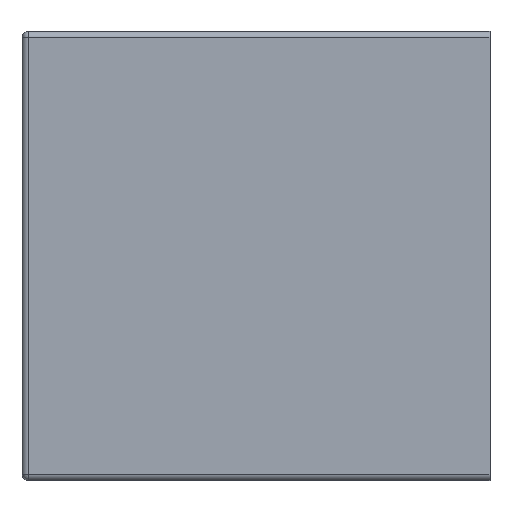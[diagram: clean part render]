
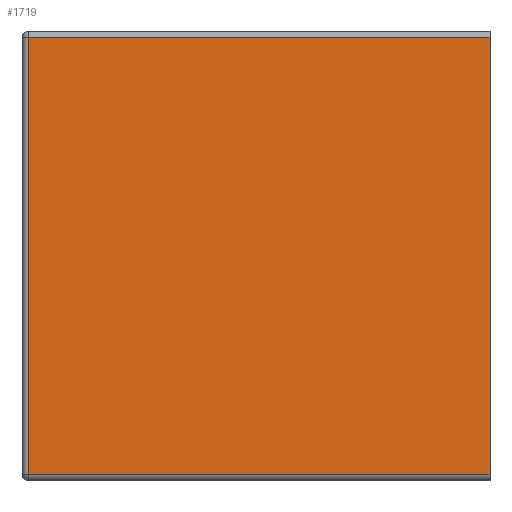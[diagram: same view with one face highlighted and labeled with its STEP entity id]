
A CAD part, front view. The second image highlights one B-rep face of the part: STEP entity #1719.
In plain terms, the highlighted planar face has unit normal (0, -1, 0).
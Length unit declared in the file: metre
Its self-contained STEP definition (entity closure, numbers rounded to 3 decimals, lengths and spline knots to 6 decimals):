
#163=LINE('',#2891,#290);
#164=LINE('',#2894,#291);
#165=LINE('',#2896,#292);
#166=LINE('',#2898,#293);
#290=VECTOR('',#2199,1.);
#291=VECTOR('',#2200,1.);
#292=VECTOR('',#2201,1.);
#293=VECTOR('',#2202,1.);
#428=ORIENTED_EDGE('',*,*,#958,.F.);
#429=ORIENTED_EDGE('',*,*,#959,.T.);
#430=ORIENTED_EDGE('',*,*,#960,.T.);
#431=ORIENTED_EDGE('',*,*,#961,.T.);
#958=EDGE_CURVE('',#1223,#1224,#163,.T.);
#959=EDGE_CURVE('',#1223,#1225,#164,.F.);
#960=EDGE_CURVE('',#1225,#1226,#165,.F.);
#961=EDGE_CURVE('',#1226,#1224,#166,.T.);
#1223=VERTEX_POINT('',#2892);
#1224=VERTEX_POINT('',#2893);
#1225=VERTEX_POINT('',#2895);
#1226=VERTEX_POINT('',#2897);
#1449=EDGE_LOOP('',(#428,#429,#430,#431));
#1572=FACE_BOUND('',#1449,.T.);
#1695=PLANE('',#1866);
#1719=ADVANCED_FACE('',(#1572),#1695,.T.);
#1866=AXIS2_PLACEMENT_3D('',#2890,#2197,#2198);
#2197=DIRECTION('',(0.,-1.,0.));
#2198=DIRECTION('',(1.,0.,0.));
#2199=DIRECTION('',(0.,0.,-1.));
#2200=DIRECTION('',(1.,0.,0.));
#2201=DIRECTION('',(0.,0.,1.));
#2202=DIRECTION('',(1.,0.,0.));
#2890=CARTESIAN_POINT('',(-0.02115,-0.0192,0.088875));
#2891=CARTESIAN_POINT('',(0.0339,-0.0192,0.088875));
#2892=CARTESIAN_POINT('',(0.0339,-0.0192,0.138375));
#2893=CARTESIAN_POINT('',(0.0339,-0.0192,0.069375));
#2894=CARTESIAN_POINT('',(-0.02115,-0.0192,0.138375));
#2895=CARTESIAN_POINT('',(-0.0391,-0.0192,0.138375));
#2896=CARTESIAN_POINT('',(-0.0391,-0.0192,0.088875));
#2897=CARTESIAN_POINT('',(-0.0391,-0.0192,0.069375));
#2898=CARTESIAN_POINT('',(0.0799,-0.0192,0.069375));
